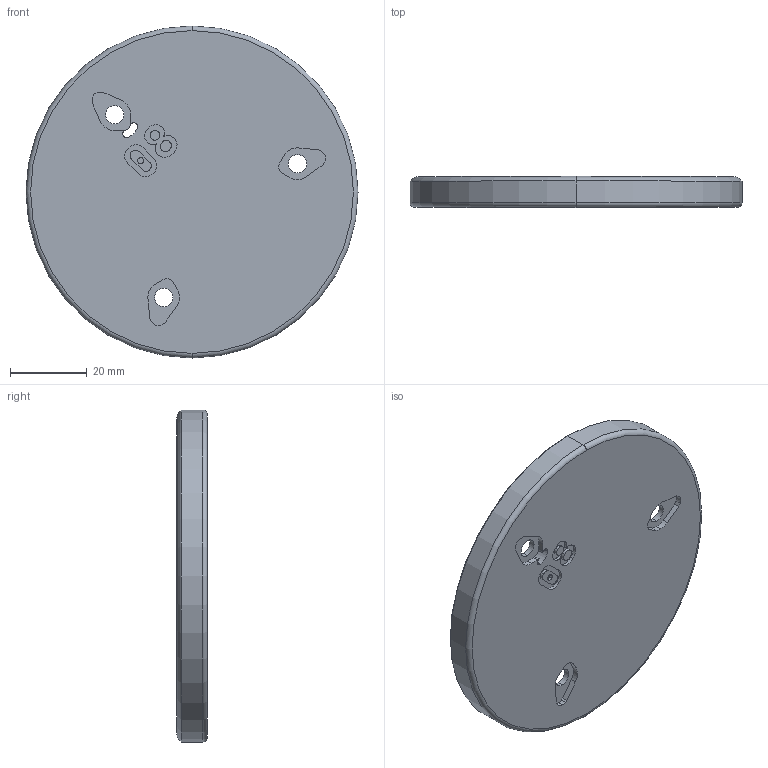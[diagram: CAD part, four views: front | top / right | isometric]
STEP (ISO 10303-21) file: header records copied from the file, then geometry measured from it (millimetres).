
FILE_DESCRIPTION (( 'STEP AP214' ), '1' );
FILE_NAME ('DrumPad_8cm.STEP', '2025-08-23T11:35:35', ( '' ), ( '' ), 'SwSTEP 2.0', 'SolidWorks 2024', '' );
FILE_SCHEMA (( 'AUTOMOTIVE_DESIGN' ));
Length unit declared in the file: millimetre
Products named in the file (1): DrumPad_8cm
Bounding box: 86.4 x 8 x 86.4 mm (x, y, z)
Volume: 20703.7 mm3; surface area: 15043.5 mm2
Topology: 1 solids, 1 shells, 120 faces, 309 edges, 204 vertices
Faces by surface type: plane 46, cylinder 42, bspline 28, torus 4
Entity records: 5192 total; most frequent: CARTESIAN_POINT 2326, ORIENTED_EDGE 618, DIRECTION 531, EDGE_CURVE 309, VERTEX_POINT 204, AXIS2_PLACEMENT_3D 185, LINE 161, VECTOR 161
